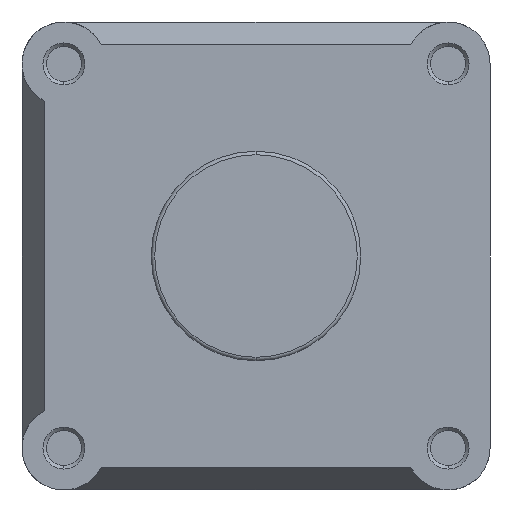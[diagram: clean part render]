
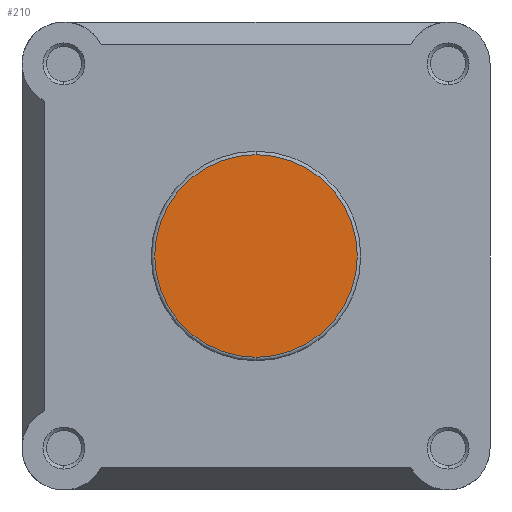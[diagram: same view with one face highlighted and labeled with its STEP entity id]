
A CAD part, left-side view. The second image highlights one B-rep face of the part: STEP entity #210.
In plain terms, the highlighted planar face has unit normal (-1, 0, 0).
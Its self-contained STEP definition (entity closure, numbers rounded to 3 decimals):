
#210 = ADVANCED_FACE ( 'NONE', ( #1785 ), #991, .F. ) ;
#990 = CARTESIAN_POINT ( 'NONE',  ( 0., 30., 0. ) ) ;
#991 = PLANE ( 'NONE',  #6112 ) ;
#992 = DIRECTION ( 'NONE',  ( 1., 0., 0. ) ) ;
#993 = DIRECTION ( 'NONE',  ( 0., 0., -1. ) ) ;
#1582 = CARTESIAN_POINT ( 'NONE',  ( 0., 0., -29. ) ) ;
#1585 = CARTESIAN_POINT ( 'NONE',  ( 0., 0., 29. ) ) ;
#1785 = FACE_OUTER_BOUND ( 'NONE', #4757, .T. ) ;
#2583 = CIRCLE ( 'NONE', #2786, 29. ) ;
#2786 = AXIS2_PLACEMENT_3D ( 'NONE', #7048, #7049, #7050 ) ;
#2819 = AXIS2_PLACEMENT_3D ( 'NONE', #7238, #7245, #7246 ) ;
#4036 = ORIENTED_EDGE ( 'NONE', *, *, #5714, .T. ) ;
#4037 = ORIENTED_EDGE ( 'NONE', *, *, #5637, .T. ) ;
#4757 = EDGE_LOOP ( 'NONE', ( #4036, #4037 ) ) ;
#5167 = VERTEX_POINT ( 'NONE', #1582 ) ;
#5170 = VERTEX_POINT ( 'NONE', #1585 ) ;
#5637 = EDGE_CURVE ( 'NONE', #5170, #5167, #2583, .T. ) ;
#5714 = EDGE_CURVE ( 'NONE', #5167, #5170, #7297, .T. ) ;
#6112 = AXIS2_PLACEMENT_3D ( 'NONE', #990, #992, #993 ) ;
#7048 = CARTESIAN_POINT ( 'NONE',  ( 0., 0., 0. ) ) ;
#7049 = DIRECTION ( 'NONE',  ( -1., 0., 0. ) ) ;
#7050 = DIRECTION ( 'NONE',  ( 0., 0., -1. ) ) ;
#7238 = CARTESIAN_POINT ( 'NONE',  ( 0., 0., 0. ) ) ;
#7245 = DIRECTION ( 'NONE',  ( -1., 0., 0. ) ) ;
#7246 = DIRECTION ( 'NONE',  ( 0., 0., -1. ) ) ;
#7297 = CIRCLE ( 'NONE', #2819, 29. ) ;
